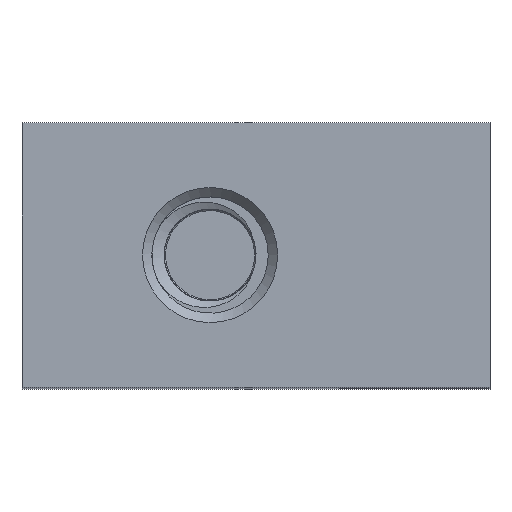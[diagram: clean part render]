
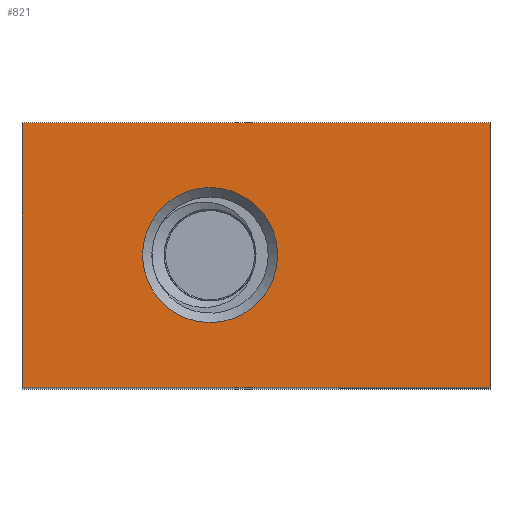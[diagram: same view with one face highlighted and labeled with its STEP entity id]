
A CAD part, top view. The second image highlights one B-rep face of the part: STEP entity #821.
In plain terms, the highlighted planar face has unit normal (0, 0, 1).
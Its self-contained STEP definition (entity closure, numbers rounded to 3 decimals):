
#17=FACE_BOUND('',#169,.T.);
#44=PLANE('',#908);
#65=CIRCLE('',#875,1.79);
#119=FACE_OUTER_BOUND('',#168,.T.);
#168=EDGE_LOOP('',(#702,#703,#704,#705));
#169=EDGE_LOOP('',(#706));
#268=LINE('',#12384,#315);
#269=LINE('',#12386,#316);
#270=LINE('',#12388,#317);
#271=LINE('',#12389,#318);
#315=VECTOR('',#1063,10.);
#316=VECTOR('',#1064,10.);
#317=VECTOR('',#1065,10.);
#318=VECTOR('',#1066,10.);
#358=VERTEX_POINT('',#2940);
#398=VERTEX_POINT('',#12382);
#399=VERTEX_POINT('',#12383);
#400=VERTEX_POINT('',#12385);
#401=VERTEX_POINT('',#12387);
#447=EDGE_CURVE('',#358,#358,#65,.T.);
#509=EDGE_CURVE('',#398,#399,#268,.T.);
#510=EDGE_CURVE('',#400,#399,#269,.T.);
#511=EDGE_CURVE('',#400,#401,#270,.T.);
#512=EDGE_CURVE('',#401,#398,#271,.T.);
#702=ORIENTED_EDGE('',*,*,#509,.T.);
#703=ORIENTED_EDGE('',*,*,#510,.F.);
#704=ORIENTED_EDGE('',*,*,#511,.T.);
#705=ORIENTED_EDGE('',*,*,#512,.T.);
#706=ORIENTED_EDGE('',*,*,#447,.T.);
#821=ADVANCED_FACE('',(#119,#17),#44,.F.);
#875=AXIS2_PLACEMENT_3D('',#2942,#974,#975);
#908=AXIS2_PLACEMENT_3D('',#12381,#1061,#1062);
#974=DIRECTION('center_axis',(0.,0.,-1.));
#975=DIRECTION('ref_axis',(-1.,0.,0.));
#1061=DIRECTION('center_axis',(0.,0.,-1.));
#1062=DIRECTION('ref_axis',(0.,-1.,0.));
#1063=DIRECTION('',(1.,0.,0.));
#1064=DIRECTION('',(0.,-1.,0.));
#1065=DIRECTION('',(-1.,0.,0.));
#1066=DIRECTION('',(0.,-1.,0.));
#2940=CARTESIAN_POINT('',(0.573,0.,14.739));
#2942=CARTESIAN_POINT('Origin',(-1.217,0.,
14.739));
#12381=CARTESIAN_POINT('Origin',(6.2,5.,14.739));
#12382=CARTESIAN_POINT('',(-6.2,-3.5,14.739));
#12383=CARTESIAN_POINT('',(6.2,-3.5,14.739));
#12384=CARTESIAN_POINT('',(3.428,-3.5,14.739));
#12385=CARTESIAN_POINT('',(6.2,3.5,14.739));
#12386=CARTESIAN_POINT('',(6.2,2.5,14.739));
#12387=CARTESIAN_POINT('',(-6.2,3.5,14.739));
#12388=CARTESIAN_POINT('',(3.137,3.5,14.739));
#12389=CARTESIAN_POINT('',(-6.2,5.,14.739));
